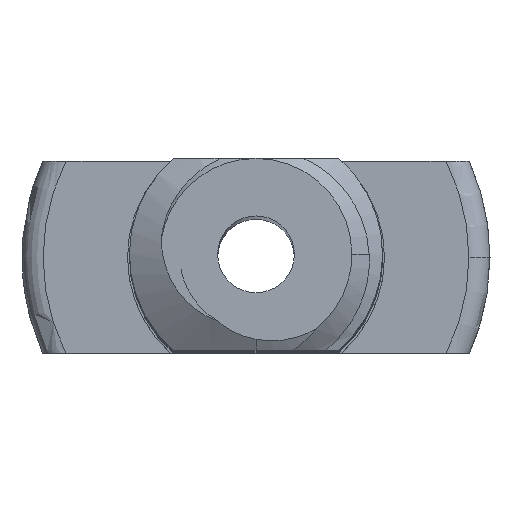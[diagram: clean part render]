
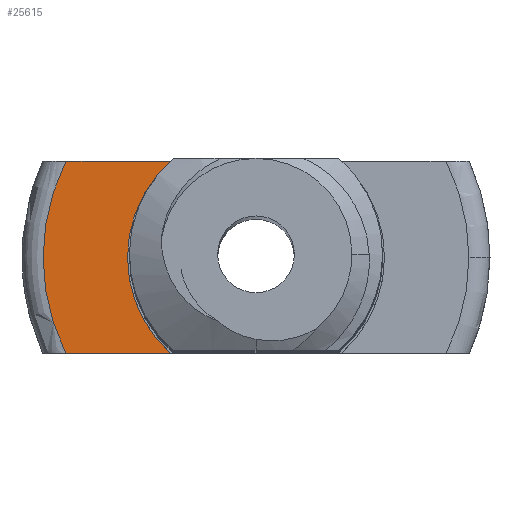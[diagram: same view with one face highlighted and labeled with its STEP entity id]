
A CAD part, top view. The second image highlights one B-rep face of the part: STEP entity #25615.
In plain terms, the highlighted planar face has unit normal (0, 0, 1).
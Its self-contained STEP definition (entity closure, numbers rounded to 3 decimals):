
#6000 = PLANE('',#6001);
#6001 = AXIS2_PLACEMENT_3D('',#6002,#6003,#6004);
#6002 = CARTESIAN_POINT('',(12.5,-2.5,59.772));
#6003 = DIRECTION('',(0.,1.,0.));
#6004 = DIRECTION('',(-1.,0.,0.));
#6789 = PLANE('',#6790);
#6790 = AXIS2_PLACEMENT_3D('',#6791,#6792,#6793);
#6791 = CARTESIAN_POINT('',(-12.5,2.5,59.772));
#6792 = DIRECTION('',(0.,-1.,0.));
#6793 = DIRECTION('',(1.,0.,0.));
#9213 = VERTEX_POINT('',#9214);
#9214 = CARTESIAN_POINT('',(-4.955,-2.5,0.));
#9266 = TOROIDAL_SURFACE('',#9267,5.55,0.55);
#9267 = AXIS2_PLACEMENT_3D('',#9268,#9269,#9270);
#9268 = CARTESIAN_POINT('',(0.,0.,-0.55)
  );
#9269 = DIRECTION('',(0.,0.,1.));
#9270 = DIRECTION('',(1.,0.,0.));
#9297 = EDGE_CURVE('',#9298,#9213,#9300,.T.);
#9298 = VERTEX_POINT('',#9299);
#9299 = CARTESIAN_POINT('',(-2.23,-2.5,0.));
#9300 = SURFACE_CURVE('',#9301,(#9305,#9312),.PCURVE_S1.);
#9301 = LINE('',#9302,#9303);
#9302 = CARTESIAN_POINT('',(6.25,-2.5,0.));
#9303 = VECTOR('',#9304,1.);
#9304 = DIRECTION('',(-1.,0.,0.));
#9305 = PCURVE('',#6000,#9306);
#9306 = DEFINITIONAL_REPRESENTATION('',(#9307),#9311);
#9307 = LINE('',#9308,#9309);
#9308 = CARTESIAN_POINT('',(6.25,-59.772));
#9309 = VECTOR('',#9310,1.);
#9310 = DIRECTION('',(1.,0.));
#9311 = ( GEOMETRIC_REPRESENTATION_CONTEXT(2) 
PARAMETRIC_REPRESENTATION_CONTEXT() REPRESENTATION_CONTEXT('2D SPACE',''
  ) );
#9312 = PCURVE('',#9313,#9318);
#9313 = PLANE('',#9314);
#9314 = AXIS2_PLACEMENT_3D('',#9315,#9316,#9317);
#9315 = CARTESIAN_POINT('',(0.,0.,
    0.));
#9316 = DIRECTION('',(0.,0.,-1.));
#9317 = DIRECTION('',(1.,0.,0.));
#9318 = DEFINITIONAL_REPRESENTATION('',(#9319),#9323);
#9319 = LINE('',#9320,#9321);
#9320 = CARTESIAN_POINT('',(6.25,2.5));
#9321 = VECTOR('',#9322,1.);
#9322 = DIRECTION('',(-1.,0.));
#9323 = ( GEOMETRIC_REPRESENTATION_CONTEXT(2) 
PARAMETRIC_REPRESENTATION_CONTEXT() REPRESENTATION_CONTEXT('2D SPACE',''
  ) );
#9339 = CYLINDRICAL_SURFACE('',#9340,3.35);
#9340 = AXIS2_PLACEMENT_3D('',#9341,#9342,#9343);
#9341 = CARTESIAN_POINT('',(0.,0.,1.8)
  );
#9342 = DIRECTION('',(0.,0.,-1.));
#9343 = DIRECTION('',(1.,0.,0.));
#23390 = VERTEX_POINT('',#23391);
#23391 = CARTESIAN_POINT('',(-2.23,2.5,0.));
#23412 = EDGE_CURVE('',#23413,#23390,#23415,.T.);
#23413 = VERTEX_POINT('',#23414);
#23414 = CARTESIAN_POINT('',(-4.955,2.5,0.));
#23415 = SURFACE_CURVE('',#23416,(#23420,#23427),.PCURVE_S1.);
#23416 = LINE('',#23417,#23418);
#23417 = CARTESIAN_POINT('',(-6.25,2.5,0.));
#23418 = VECTOR('',#23419,1.);
#23419 = DIRECTION('',(1.,0.,0.));
#23420 = PCURVE('',#6789,#23421);
#23421 = DEFINITIONAL_REPRESENTATION('',(#23422),#23426);
#23422 = LINE('',#23423,#23424);
#23423 = CARTESIAN_POINT('',(6.25,-59.772));
#23424 = VECTOR('',#23425,1.);
#23425 = DIRECTION('',(1.,0.));
#23426 = ( GEOMETRIC_REPRESENTATION_CONTEXT(2) 
PARAMETRIC_REPRESENTATION_CONTEXT() REPRESENTATION_CONTEXT('2D SPACE',''
  ) );
#23427 = PCURVE('',#9313,#23428);
#23428 = DEFINITIONAL_REPRESENTATION('',(#23429),#23433);
#23429 = LINE('',#23430,#23431);
#23430 = CARTESIAN_POINT('',(-6.25,-2.5));
#23431 = VECTOR('',#23432,1.);
#23432 = DIRECTION('',(1.,0.));
#23433 = ( GEOMETRIC_REPRESENTATION_CONTEXT(2) 
PARAMETRIC_REPRESENTATION_CONTEXT() REPRESENTATION_CONTEXT('2D SPACE',''
  ) );
#25147 = EDGE_CURVE('',#9298,#23390,#25148,.T.);
#25148 = SURFACE_CURVE('',#25149,(#25154,#25161),.PCURVE_S1.);
#25149 = CIRCLE('',#25150,3.35);
#25150 = AXIS2_PLACEMENT_3D('',#25151,#25152,#25153);
#25151 = CARTESIAN_POINT('',(0.,0.,
    0.));
#25152 = DIRECTION('',(0.,0.,-1.));
#25153 = DIRECTION('',(1.,0.,0.));
#25154 = PCURVE('',#9339,#25155);
#25155 = DEFINITIONAL_REPRESENTATION('',(#25156),#25160);
#25156 = LINE('',#25157,#25158);
#25157 = CARTESIAN_POINT('',(0.,1.8));
#25158 = VECTOR('',#25159,1.);
#25159 = DIRECTION('',(1.,0.));
#25160 = ( GEOMETRIC_REPRESENTATION_CONTEXT(2) 
PARAMETRIC_REPRESENTATION_CONTEXT() REPRESENTATION_CONTEXT('2D SPACE',''
  ) );
#25161 = PCURVE('',#9313,#25162);
#25162 = DEFINITIONAL_REPRESENTATION('',(#25163),#25167);
#25163 = CIRCLE('',#25164,3.35);
#25164 = AXIS2_PLACEMENT_2D('',#25165,#25166);
#25165 = CARTESIAN_POINT('',(0.,0.));
#25166 = DIRECTION('',(1.,0.));
#25167 = ( GEOMETRIC_REPRESENTATION_CONTEXT(2) 
PARAMETRIC_REPRESENTATION_CONTEXT() REPRESENTATION_CONTEXT('2D SPACE',''
  ) );
#25615 = ADVANCED_FACE('',(#25616),#9313,.F.);
#25616 = FACE_BOUND('',#25617,.T.);
#25617 = EDGE_LOOP('',(#25618,#25619,#25620,#25621));
#25618 = ORIENTED_EDGE('',*,*,#9297,.F.);
#25619 = ORIENTED_EDGE('',*,*,#25147,.T.);
#25620 = ORIENTED_EDGE('',*,*,#23412,.F.);
#25621 = ORIENTED_EDGE('',*,*,#25622,.F.);
#25622 = EDGE_CURVE('',#9213,#23413,#25623,.T.);
#25623 = SURFACE_CURVE('',#25624,(#25629,#25636),.PCURVE_S1.);
#25624 = CIRCLE('',#25625,5.55);
#25625 = AXIS2_PLACEMENT_3D('',#25626,#25627,#25628);
#25626 = CARTESIAN_POINT('',(0.,0.,
    0.));
#25627 = DIRECTION('',(0.,0.,-1.));
#25628 = DIRECTION('',(1.,0.,0.));
#25629 = PCURVE('',#9313,#25630);
#25630 = DEFINITIONAL_REPRESENTATION('',(#25631),#25635);
#25631 = CIRCLE('',#25632,5.55);
#25632 = AXIS2_PLACEMENT_2D('',#25633,#25634);
#25633 = CARTESIAN_POINT('',(0.,0.));
#25634 = DIRECTION('',(1.,0.));
#25635 = ( GEOMETRIC_REPRESENTATION_CONTEXT(2) 
PARAMETRIC_REPRESENTATION_CONTEXT() REPRESENTATION_CONTEXT('2D SPACE',''
  ) );
#25636 = PCURVE('',#9266,#25637);
#25637 = DEFINITIONAL_REPRESENTATION('',(#25638),#25642);
#25638 = LINE('',#25639,#25640);
#25639 = CARTESIAN_POINT('',(0.,7.854));
#25640 = VECTOR('',#25641,1.);
#25641 = DIRECTION('',(-1.,0.));
#25642 = ( GEOMETRIC_REPRESENTATION_CONTEXT(2) 
PARAMETRIC_REPRESENTATION_CONTEXT() REPRESENTATION_CONTEXT('2D SPACE',''
  ) );
